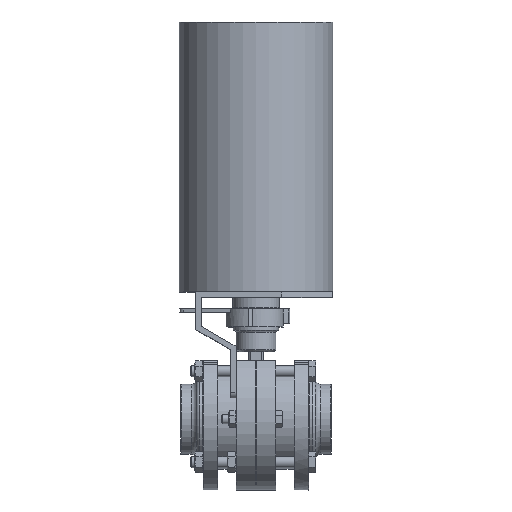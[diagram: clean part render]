
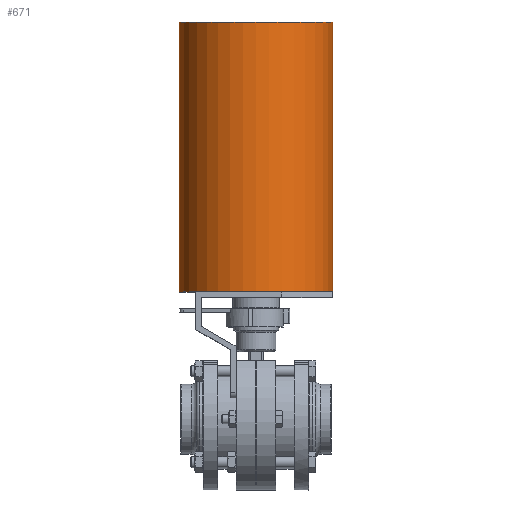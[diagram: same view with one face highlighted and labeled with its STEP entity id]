
A CAD part, top view. The second image highlights one B-rep face of the part: STEP entity #671.
In plain terms, the highlighted cylindrical face has radius 42.5 mm (diameter 85 mm), a full revolution.
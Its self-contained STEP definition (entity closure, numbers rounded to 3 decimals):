
#671 = ADVANCED_FACE( '', ( #1486, #1487 ), #1488, .T. );
#1486 = FACE_OUTER_BOUND( '', #2366, .T. );
#1487 = FACE_OUTER_BOUND( '', #2367, .T. );
#1488 = CYLINDRICAL_SURFACE( '', #2368, 42.5 );
#2366 = EDGE_LOOP( '', ( #4709 ) );
#2367 = EDGE_LOOP( '', ( #4710 ) );
#2368 = AXIS2_PLACEMENT_3D( '', #4711, #4712, #4713 );
#4709 = ORIENTED_EDGE( '', *, *, #5642, .F. );
#4710 = ORIENTED_EDGE( '', *, *, #5643, .T. );
#4711 = CARTESIAN_POINT( '', ( 0., 0., 0. ) );
#4712 = DIRECTION( '', ( 0., 1., 0. ) );
#4713 = DIRECTION( '', ( 0., 0., -1. ) );
#5642 = EDGE_CURVE( '', #6815, #6815, #6816, .T. );
#5643 = EDGE_CURVE( '', #6817, #6817, #6818, .T. );
#6815 = VERTEX_POINT( '', #9404 );
#6816 = CIRCLE( '', #9405, 42.5 );
#6817 = VERTEX_POINT( '', #9406 );
#6818 = CIRCLE( '', #9407, 42.5 );
#9404 = CARTESIAN_POINT( '', ( 0., 0., -42.5 ) );
#9405 = AXIS2_PLACEMENT_3D( '', #10449, #10450, #10451 );
#9406 = CARTESIAN_POINT( '', ( 0., 149., -42.5 ) );
#9407 = AXIS2_PLACEMENT_3D( '', #10452, #10453, #10454 );
#10449 = CARTESIAN_POINT( '', ( 0., 0., 0. ) );
#10450 = DIRECTION( '', ( 0., -1., 0. ) );
#10451 = DIRECTION( '', ( 0., 0., -1. ) );
#10452 = CARTESIAN_POINT( '', ( 0., 149., 0. ) );
#10453 = DIRECTION( '', ( 0., -1., 0. ) );
#10454 = DIRECTION( '', ( 0., 0., -1. ) );
